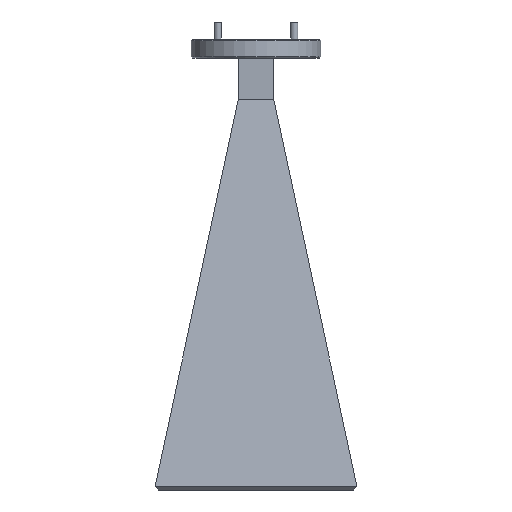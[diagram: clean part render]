
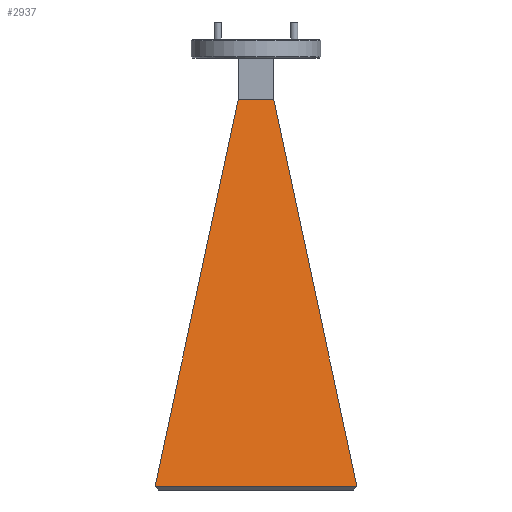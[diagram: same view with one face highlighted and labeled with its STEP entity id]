
A CAD part, front view. The second image highlights one B-rep face of the part: STEP entity #2937.
In plain terms, the highlighted planar face has unit normal (0, -0.984, 0.177).
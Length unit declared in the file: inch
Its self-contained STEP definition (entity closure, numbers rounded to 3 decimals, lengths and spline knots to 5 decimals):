
#66 = PLANE ( 'NONE',  #3538 ) ;
#217 = LINE ( 'NONE', #1886, #1756 ) ;
#357 = VERTEX_POINT ( 'NONE', #600 ) ;
#600 = CARTESIAN_POINT ( 'NONE',  ( -0.154, -0.107, -0.522 ) ) ;
#695 = ORIENTED_EDGE ( 'NONE', *, *, #802, .T. ) ;
#802 = EDGE_CURVE ( 'NONE', #357, #2763, #868, .T. ) ;
#868 = LINE ( 'NONE', #4017, #1848 ) ;
#870 = CARTESIAN_POINT ( 'NONE',  ( 0., -0.107, -0.522 ) ) ;
#876 = VECTOR ( 'NONE', #3408, 39.37008 ) ;
#937 = CARTESIAN_POINT ( 'NONE',  ( 0.154, -0.107, -0.522 ) ) ;
#1381 = ORIENTED_EDGE ( 'NONE', *, *, #2563, .T. ) ;
#1454 = DIRECTION ( 'NONE',  ( 1., 0., 0. ) ) ;
#1600 = FACE_OUTER_BOUND ( 'NONE', #1729, .T. ) ;
#1729 = EDGE_LOOP ( 'NONE', ( #695, #1381, #2185, #3471 ) ) ;
#1756 = VECTOR ( 'NONE', #2804, 39.37008 ) ;
#1848 = VECTOR ( 'NONE', #2718, 39.37008 ) ;
#1861 = VERTEX_POINT ( 'NONE', #1938 ) ;
#1886 = CARTESIAN_POINT ( 'NONE',  ( 0.154, -0.107, -0.522 ) ) ;
#1938 = CARTESIAN_POINT ( 'NONE',  ( 0.8747, -0.7094, -3.87 ) ) ;
#2185 = ORIENTED_EDGE ( 'NONE', *, *, #3491, .F. ) ;
#2321 = DIRECTION ( 'NONE',  ( 0., -0.177, -0.984 ) ) ;
#2563 = EDGE_CURVE ( 'NONE', #2763, #1861, #3905, .T. ) ;
#2621 = CARTESIAN_POINT ( 'NONE',  ( 0., -0.01267, 0.00228 ) ) ;
#2718 = DIRECTION ( 'NONE',  ( -0.207, -0.173, -0.963 ) ) ;
#2763 = VERTEX_POINT ( 'NONE', #3308 ) ;
#2804 = DIRECTION ( 'NONE',  ( 0.207, -0.173, -0.963 ) ) ;
#2900 = VERTEX_POINT ( 'NONE', #937 ) ;
#2937 = ADVANCED_FACE ( 'NONE', ( #1600 ), #66, .T. ) ;
#3106 = EDGE_CURVE ( 'NONE', #2900, #357, #3784, .T. ) ;
#3308 = CARTESIAN_POINT ( 'NONE',  ( -0.8747, -0.7094, -3.87 ) ) ;
#3360 = CARTESIAN_POINT ( 'NONE',  ( 0., -0.7094, -3.87 ) ) ;
#3408 = DIRECTION ( 'NONE',  ( -1., 0., 0. ) ) ;
#3471 = ORIENTED_EDGE ( 'NONE', *, *, #3106, .T. ) ;
#3491 = EDGE_CURVE ( 'NONE', #2900, #1861, #217, .T. ) ;
#3538 = AXIS2_PLACEMENT_3D ( 'NONE', #2621, #3894, #2321 ) ;
#3602 = VECTOR ( 'NONE', #1454, 39.37008 ) ;
#3784 = LINE ( 'NONE', #870, #876 ) ;
#3894 = DIRECTION ( 'NONE',  ( 0., -0.984, 0.177 ) ) ;
#3905 = LINE ( 'NONE', #3360, #3602 ) ;
#4017 = CARTESIAN_POINT ( 'NONE',  ( -0.154, -0.107, -0.522 ) ) ;
